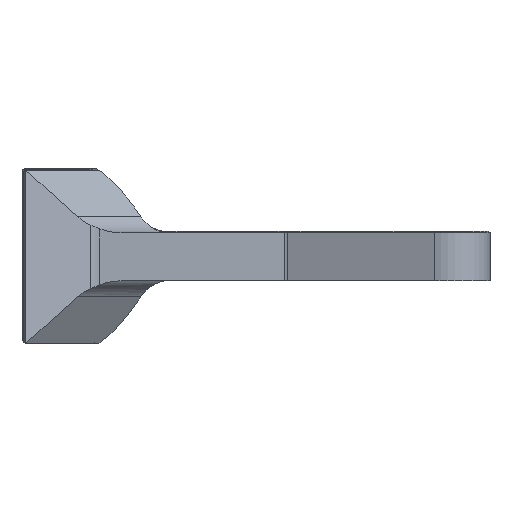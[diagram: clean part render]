
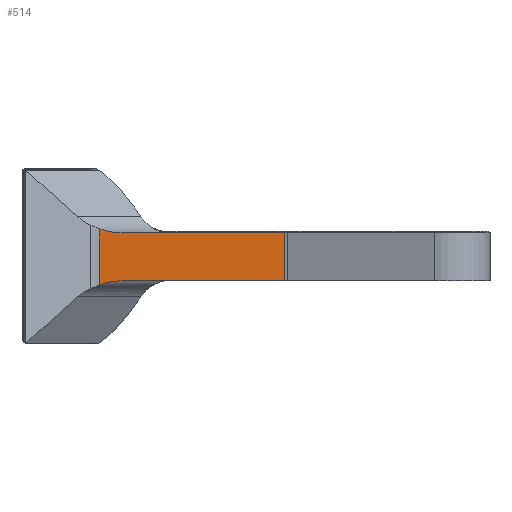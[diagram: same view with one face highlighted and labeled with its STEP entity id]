
A CAD part, left-side view. The second image highlights one B-rep face of the part: STEP entity #514.
In plain terms, the highlighted face is planar.
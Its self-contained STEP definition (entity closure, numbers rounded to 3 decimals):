
#50=PLANE('',#572);
#74=FACE_OUTER_BOUND('',#101,.T.);
#101=EDGE_LOOP('',(#422,#423,#424,#425,#426,#427));
#121=ELLIPSE('',#557,5.561,4.);
#122=ELLIPSE('',#563,5.561,4.);
#142=LINE('',#844,#187);
#148=LINE('',#864,#193);
#153=LINE('',#877,#198);
#154=LINE('',#878,#199);
#187=VECTOR('',#659,10.);
#193=VECTOR('',#679,10.);
#198=VECTOR('',#692,27.869);
#199=VECTOR('',#693,27.869);
#239=VERTEX_POINT('',#814);
#240=VERTEX_POINT('',#819);
#245=VERTEX_POINT('',#839);
#246=VERTEX_POINT('',#846);
#251=VERTEX_POINT('',#862);
#252=VERTEX_POINT('',#863);
#295=EDGE_CURVE('',#239,#240,#121,.T.);
#303=EDGE_CURVE('',#245,#239,#142,.T.);
#305=EDGE_CURVE('',#246,#245,#122,.T.);
#312=EDGE_CURVE('',#251,#252,#148,.T.);
#319=EDGE_CURVE('',#251,#246,#153,.T.);
#320=EDGE_CURVE('',#240,#252,#154,.T.);
#422=ORIENTED_EDGE('',*,*,#303,.F.);
#423=ORIENTED_EDGE('',*,*,#305,.F.);
#424=ORIENTED_EDGE('',*,*,#319,.F.);
#425=ORIENTED_EDGE('',*,*,#312,.T.);
#426=ORIENTED_EDGE('',*,*,#320,.F.);
#427=ORIENTED_EDGE('',*,*,#295,.F.);
#514=ADVANCED_FACE('',(#74),#50,.T.);
#557=AXIS2_PLACEMENT_3D('',#820,#647,#648);
#563=AXIS2_PLACEMENT_3D('',#848,#663,#664);
#572=AXIS2_PLACEMENT_3D('',#876,#690,#691);
#647=DIRECTION('center_axis',(-0.38,0.925,0.));
#648=DIRECTION('ref_axis',(0.925,0.38,0.));
#659=DIRECTION('',(0.,0.,1.));
#663=DIRECTION('center_axis',(-0.38,0.925,0.));
#664=DIRECTION('ref_axis',(0.925,0.38,0.));
#679=DIRECTION('',(0.,0.,1.));
#690=DIRECTION('center_axis',(-0.38,0.925,0.));
#691=DIRECTION('ref_axis',(0.,0.,1.));
#692=DIRECTION('',(0.925,0.38,0.));
#693=DIRECTION('',(-0.925,-0.38,0.));
#814=CARTESIAN_POINT('',(41.52,13.827,3.583));
#819=CARTESIAN_POINT('',(39.07,12.82,3.1));
#820=CARTESIAN_POINT('Origin',(39.07,12.82,7.1));
#839=CARTESIAN_POINT('',(41.52,13.827,-3.383));
#844=CARTESIAN_POINT('',(41.52,13.827,3.05));
#846=CARTESIAN_POINT('',(39.07,12.82,-2.9));
#848=CARTESIAN_POINT('Origin',(39.07,12.82,-6.9));
#862=CARTESIAN_POINT('',(20.233,5.075,-2.9));
#863=CARTESIAN_POINT('',(20.233,5.075,3.1));
#864=CARTESIAN_POINT('',(20.233,5.075,3.));
#876=CARTESIAN_POINT('Origin',(1.141,-2.775,3.));
#877=CARTESIAN_POINT('',(20.233,5.075,-2.9));
#878=CARTESIAN_POINT('',(20.233,5.075,3.1));
